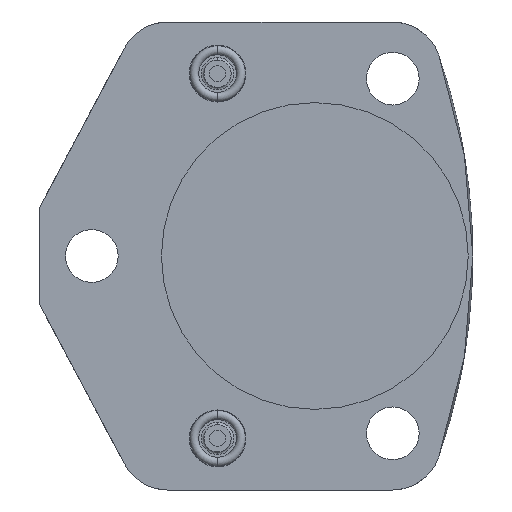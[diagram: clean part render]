
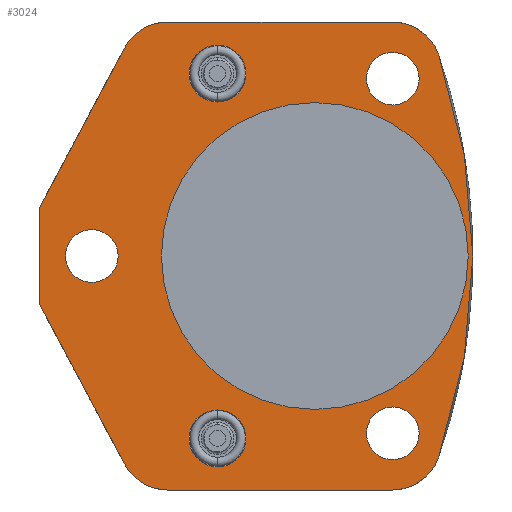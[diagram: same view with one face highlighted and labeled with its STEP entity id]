
A CAD part, front view. The second image highlights one B-rep face of the part: STEP entity #3024.
In plain terms, the highlighted planar face has unit normal (0, -1, 0).
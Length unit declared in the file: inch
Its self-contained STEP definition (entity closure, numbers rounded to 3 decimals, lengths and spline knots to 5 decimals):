
#374=CARTESIAN_POINT('',(0.59662,0.,-1.424));
#375=DIRECTION('',(0.,-1.,0.));
#376=DIRECTION('',(0.,0.,-1.));
#377=AXIS2_PLACEMENT_3D('',#374,#375,#376);
#411=CARTESIAN_POINT('',(-1.13311,0.,-1.424));
#412=DIRECTION('',(0.,-1.,0.));
#413=DIRECTION('',(-0.883,0.,-0.469));
#414=AXIS2_PLACEMENT_3D('',#411,#412,#413);
#525=CARTESIAN_POINT('',(-1.13311,0.,1.424));
#526=DIRECTION('',(0.,-1.,0.));
#527=DIRECTION('',(0.,0.,1.));
#528=AXIS2_PLACEMENT_3D('',#525,#526,#527);
#562=CARTESIAN_POINT('',(0.59662,0.,1.424));
#563=DIRECTION('',(0.,-1.,0.));
#564=DIRECTION('',(0.944,0.,0.33));
#565=AXIS2_PLACEMENT_3D('',#562,#563,#564);
#577=CARTESIAN_POINT('',(0.,0.,0.));
#578=DIRECTION('',(0.,-1.,0.));
#579=DIRECTION('',(1.,0.,0.));
#580=AXIS2_PLACEMENT_3D('',#577,#578,#579);
#585=CARTESIAN_POINT('',(0.,0.,0.));
#586=DIRECTION('',(0.,1.,0.));
#587=DIRECTION('',(1.,0.,0.));
#588=AXIS2_PLACEMENT_3D('',#585,#586,#587);
#593=DIRECTION('',(0.469,0.,-0.883));
#594=VECTOR('',#593,1.39811);
#595=CARTESIAN_POINT('',(-2.125,0.,-0.36794));
#596=LINE('',#595,#594);
#600=DIRECTION('',(0.,0.,-1.));
#601=VECTOR('',#600,0.73588);
#602=CARTESIAN_POINT('',(-2.125,0.,0.36794));
#603=LINE('',#602,#601);
#607=DIRECTION('',(0.469,0.,0.883));
#608=VECTOR('',#607,1.39811);
#609=CARTESIAN_POINT('',(-2.125,0.,0.36794));
#610=LINE('',#609,#608);
#614=DIRECTION('',(1.,0.,0.));
#615=VECTOR('',#614,1.72972);
#616=CARTESIAN_POINT('',(-1.13311,0.,1.804));
#617=LINE('',#616,#615);
#621=CARTESIAN_POINT('',(-3.483,0.,0.));
#622=DIRECTION('',(0.,-1.,0.));
#623=DIRECTION('',(0.944,0.,-0.33));
#624=AXIS2_PLACEMENT_3D('',#621,#622,#623);
#629=DIRECTION('',(-1.,0.,0.));
#630=VECTOR('',#629,1.72972);
#631=CARTESIAN_POINT('',(0.59662,0.,-1.804));
#632=LINE('',#631,#630);
#636=CARTESIAN_POINT('',(0.601,0.,1.367));
#637=DIRECTION('',(0.,-1.,0.));
#638=DIRECTION('',(1.,0.,0.));
#639=AXIS2_PLACEMENT_3D('',#636,#637,#638);
#644=CARTESIAN_POINT('',(0.601,0.,1.367));
#645=DIRECTION('',(0.,-1.,0.));
#646=DIRECTION('',(-1.,0.,0.));
#647=AXIS2_PLACEMENT_3D('',#644,#645,#646);
#652=CARTESIAN_POINT('',(0.601,0.,-1.367));
#653=DIRECTION('',(0.,-1.,0.));
#654=DIRECTION('',(1.,0.,0.));
#655=AXIS2_PLACEMENT_3D('',#652,#653,#654);
#660=CARTESIAN_POINT('',(0.601,0.,-1.367));
#661=DIRECTION('',(0.,-1.,0.));
#662=DIRECTION('',(-1.,0.,0.));
#663=AXIS2_PLACEMENT_3D('',#660,#661,#662);
#668=CARTESIAN_POINT('',(-1.719,0.,0.));
#669=DIRECTION('',(0.,-1.,0.));
#670=DIRECTION('',(1.,0.,0.));
#671=AXIS2_PLACEMENT_3D('',#668,#669,#670);
#676=CARTESIAN_POINT('',(-1.719,0.,0.));
#677=DIRECTION('',(0.,-1.,0.));
#678=DIRECTION('',(-1.,0.,0.));
#679=AXIS2_PLACEMENT_3D('',#676,#677,#678);
#684=CARTESIAN_POINT('',(-0.75,0.,-1.406));
#685=DIRECTION('',(0.,1.,0.));
#686=DIRECTION('',(-1.,0.,0.));
#687=AXIS2_PLACEMENT_3D('',#684,#685,#686);
#692=CARTESIAN_POINT('',(-0.75,0.,-1.406));
#693=DIRECTION('',(0.,1.,0.));
#694=DIRECTION('',(1.,0.,0.));
#695=AXIS2_PLACEMENT_3D('',#692,#693,#694);
#700=CARTESIAN_POINT('',(-0.75,0.,1.406));
#701=DIRECTION('',(0.,1.,0.));
#702=DIRECTION('',(-1.,0.,0.));
#703=AXIS2_PLACEMENT_3D('',#700,#701,#702);
#708=CARTESIAN_POINT('',(-0.75,0.,1.406));
#709=DIRECTION('',(0.,1.,0.));
#710=DIRECTION('',(1.,0.,0.));
#711=AXIS2_PLACEMENT_3D('',#708,#709,#710);
#2409=CARTESIAN_POINT('',(1.1825,0.,0.));
#2411=VERTEX_POINT('',#2409);
#2413=CARTESIAN_POINT('',(-1.1825,0.,0.));
#2415=VERTEX_POINT('',#2413);
#2416=CARTESIAN_POINT('',(-2.125,0.,0.36794));
#2417=CARTESIAN_POINT('',(-2.125,0.,-0.36794));
#2418=VERTEX_POINT('',#2416);
#2419=VERTEX_POINT('',#2417);
#2420=CARTESIAN_POINT('',(0.804,0.,1.367));
#2421=CARTESIAN_POINT('',(0.398,0.,1.367));
#2422=VERTEX_POINT('',#2420);
#2423=VERTEX_POINT('',#2421);
#2508=CARTESIAN_POINT('',(-0.969,0.,-1.406));
#2509=CARTESIAN_POINT('',(-0.531,0.,-1.406));
#2510=VERTEX_POINT('',#2508);
#2511=VERTEX_POINT('',#2509);
#2528=CARTESIAN_POINT('',(-0.969,0.,1.406));
#2529=CARTESIAN_POINT('',(-0.531,0.,1.406));
#2530=VERTEX_POINT('',#2528);
#2531=VERTEX_POINT('',#2529);
#2562=CARTESIAN_POINT('',(0.59662,0.,-1.804));
#2563=CARTESIAN_POINT('',(0.95539,0.,-1.54923));
#2564=VERTEX_POINT('',#2562);
#2565=VERTEX_POINT('',#2563);
#2566=CARTESIAN_POINT('',(0.95539,0.,1.54923));
#2567=CARTESIAN_POINT('',(0.59662,0.,1.804));
#2568=VERTEX_POINT('',#2566);
#2569=VERTEX_POINT('',#2567);
#2570=CARTESIAN_POINT('',(-1.13311,0.,1.804));
#2571=CARTESIAN_POINT('',(-1.46863,0.,1.6024));
#2572=VERTEX_POINT('',#2570);
#2573=VERTEX_POINT('',#2571);
#2574=CARTESIAN_POINT('',(-1.46863,0.,-1.6024));
#2575=CARTESIAN_POINT('',(-1.13311,0.,-1.804));
#2576=VERTEX_POINT('',#2574);
#2577=VERTEX_POINT('',#2575);
#2578=CARTESIAN_POINT('',(0.804,0.,-1.367));
#2579=CARTESIAN_POINT('',(0.398,0.,-1.367));
#2580=VERTEX_POINT('',#2578);
#2581=VERTEX_POINT('',#2579);
#2582=CARTESIAN_POINT('',(-1.516,0.,0.));
#2583=CARTESIAN_POINT('',(-1.922,0.,0.));
#2584=VERTEX_POINT('',#2582);
#2585=VERTEX_POINT('',#2583);
#2971=CARTESIAN_POINT('',(0.,0.,0.));
#2972=DIRECTION('',(0.,-1.,0.));
#2973=DIRECTION('',(-1.,0.,0.));
#2974=AXIS2_PLACEMENT_3D('',#2971,#2972,#2973);
#2975=PLANE('',#2974);
#2976=ORIENTED_EDGE('',*,*,#2869,.F.);
#2977=ORIENTED_EDGE('',*,*,#2883,.F.);
#2978=ORIENTED_EDGE('',*,*,#2904,.F.);
#2979=ORIENTED_EDGE('',*,*,#2918,.T.);
#2980=ORIENTED_EDGE('',*,*,#2938,.F.);
#2981=ORIENTED_EDGE('',*,*,#2952,.T.);
#2982=ORIENTED_EDGE('',*,*,#2965,.F.);
#2983=ORIENTED_EDGE('',*,*,#2825,.F.);
#2984=ORIENTED_EDGE('',*,*,#2841,.F.);
#2985=ORIENTED_EDGE('',*,*,#2855,.T.);
#2986=EDGE_LOOP('',(#2976,#2977,#2978,#2979,#2980,#2981,#2982,#2983,#2984,
#2985));
#2987=FACE_OUTER_BOUND('',#2986,.F.);
#2989=ORIENTED_EDGE('',*,*,#2988,.T.);
#2991=ORIENTED_EDGE('',*,*,#2990,.F.);
#2992=EDGE_LOOP('',(#2989,#2991));
#2993=FACE_BOUND('',#2992,.F.);
#2995=ORIENTED_EDGE('',*,*,#2994,.T.);
#2997=ORIENTED_EDGE('',*,*,#2996,.T.);
#2998=EDGE_LOOP('',(#2995,#2997));
#2999=FACE_BOUND('',#2998,.F.);
#3001=ORIENTED_EDGE('',*,*,#3000,.T.);
#3003=ORIENTED_EDGE('',*,*,#3002,.T.);
#3004=EDGE_LOOP('',(#3001,#3003));
#3005=FACE_BOUND('',#3004,.F.);
#3007=ORIENTED_EDGE('',*,*,#3006,.T.);
#3009=ORIENTED_EDGE('',*,*,#3008,.T.);
#3010=EDGE_LOOP('',(#3007,#3009));
#3011=FACE_BOUND('',#3010,.F.);
#3013=ORIENTED_EDGE('',*,*,#3012,.F.);
#3015=ORIENTED_EDGE('',*,*,#3014,.F.);
#3016=EDGE_LOOP('',(#3013,#3015));
#3017=FACE_BOUND('',#3016,.F.);
#3019=ORIENTED_EDGE('',*,*,#3018,.F.);
#3021=ORIENTED_EDGE('',*,*,#3020,.F.);
#3022=EDGE_LOOP('',(#3019,#3021));
#3023=FACE_BOUND('',#3022,.F.);
#378=CIRCLE('',#377,0.38);
#415=CIRCLE('',#414,0.38);
#529=CIRCLE('',#528,0.38);
#566=CIRCLE('',#565,0.38);
#581=CIRCLE('',#580,1.1825);
#589=CIRCLE('',#588,1.1825);
#625=CIRCLE('',#624,4.701);
#640=CIRCLE('',#639,0.203);
#648=CIRCLE('',#647,0.203);
#656=CIRCLE('',#655,0.203);
#664=CIRCLE('',#663,0.203);
#672=CIRCLE('',#671,0.203);
#680=CIRCLE('',#679,0.203);
#688=CIRCLE('',#687,0.219);
#696=CIRCLE('',#695,0.219);
#704=CIRCLE('',#703,0.219);
#712=CIRCLE('',#711,0.219);
#2825=EDGE_CURVE('',#2565,#2568,#625,.T.);
#2841=EDGE_CURVE('',#2564,#2565,#378,.T.);
#2855=EDGE_CURVE('',#2564,#2577,#632,.T.);
#2869=EDGE_CURVE('',#2576,#2577,#415,.T.);
#2883=EDGE_CURVE('',#2419,#2576,#596,.T.);
#2904=EDGE_CURVE('',#2418,#2419,#603,.T.);
#2918=EDGE_CURVE('',#2418,#2573,#610,.T.);
#2938=EDGE_CURVE('',#2572,#2573,#529,.T.);
#2952=EDGE_CURVE('',#2572,#2569,#617,.T.);
#2965=EDGE_CURVE('',#2568,#2569,#566,.T.);
#2988=EDGE_CURVE('',#2411,#2415,#581,.T.);
#2990=EDGE_CURVE('',#2411,#2415,#589,.T.);
#2994=EDGE_CURVE('',#2422,#2423,#640,.T.);
#2996=EDGE_CURVE('',#2423,#2422,#648,.T.);
#3000=EDGE_CURVE('',#2580,#2581,#656,.T.);
#3002=EDGE_CURVE('',#2581,#2580,#664,.T.);
#3006=EDGE_CURVE('',#2584,#2585,#672,.T.);
#3008=EDGE_CURVE('',#2585,#2584,#680,.T.);
#3012=EDGE_CURVE('',#2510,#2511,#688,.T.);
#3014=EDGE_CURVE('',#2511,#2510,#696,.T.);
#3018=EDGE_CURVE('',#2530,#2531,#704,.T.);
#3020=EDGE_CURVE('',#2531,#2530,#712,.T.);
#3024=ADVANCED_FACE('',(#2987,#2993,#2999,#3005,#3011,#3017,#3023),#2975,.T.);
